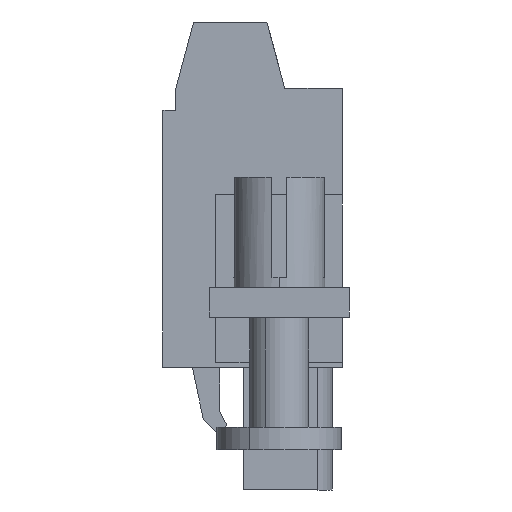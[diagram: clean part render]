
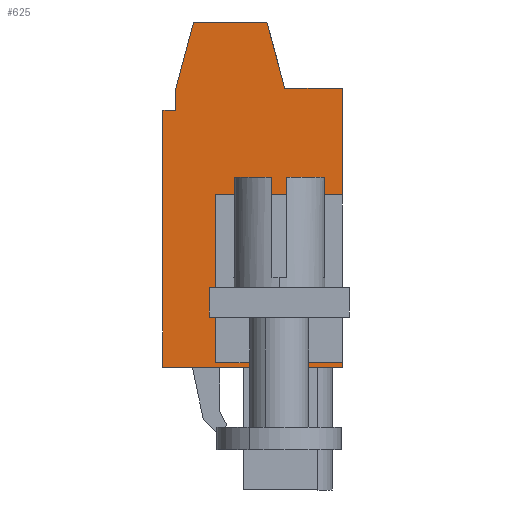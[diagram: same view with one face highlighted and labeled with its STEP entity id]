
A CAD part, left-side view. The second image highlights one B-rep face of the part: STEP entity #625.
In plain terms, the highlighted planar face has unit normal (-1, 0, 0).
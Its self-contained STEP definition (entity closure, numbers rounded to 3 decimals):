
#533=AXIS2_PLACEMENT_3D('Plane Axis2P3D',#530,#531,#532) ;
#49=CARTESIAN_POINT('Vertex',(12.1,12.65,25.8)) ;
#52=CARTESIAN_POINT('Line Origine',(12.1,12.213,25.8)) ;
#56=CARTESIAN_POINT('Vertex',(12.1,11.775,25.8)) ;
#129=CARTESIAN_POINT('Vertex',(12.1,12.65,8.35)) ;
#132=CARTESIAN_POINT('Line Origine',(12.1,12.65,17.075)) ;
#530=CARTESIAN_POINT('Axis2P3D Location',(12.1,0.,0.)) ;
#535=CARTESIAN_POINT('Line Origine',(12.1,0.45,23.675)) ;
#539=CARTESIAN_POINT('Vertex',(12.1,0.45,20.05)) ;
#541=CARTESIAN_POINT('Vertex',(12.1,0.45,27.3)) ;
#544=CARTESIAN_POINT('Line Origine',(12.1,2.412,27.3)) ;
#548=CARTESIAN_POINT('Vertex',(12.1,4.375,27.3)) ;
#551=CARTESIAN_POINT('Line Origine',(12.1,4.978,29.55)) ;
#555=CARTESIAN_POINT('Vertex',(12.1,5.581,31.8)) ;
#558=CARTESIAN_POINT('Line Origine',(12.1,8.075,31.8)) ;
#562=CARTESIAN_POINT('Vertex',(12.1,10.569,31.8)) ;
#565=CARTESIAN_POINT('Line Origine',(12.1,11.172,29.55)) ;
#569=CARTESIAN_POINT('Vertex',(12.1,11.775,27.3)) ;
#572=CARTESIAN_POINT('Line Origine',(12.1,11.775,26.55)) ;
#577=CARTESIAN_POINT('Line Origine',(12.1,6.55,8.35)) ;
#581=CARTESIAN_POINT('Vertex',(12.1,0.45,8.35)) ;
#584=CARTESIAN_POINT('Line Origine',(12.1,0.45,8.5)) ;
#588=CARTESIAN_POINT('Vertex',(12.1,0.45,8.65)) ;
#591=CARTESIAN_POINT('Line Origine',(12.1,4.75,8.65)) ;
#595=CARTESIAN_POINT('Vertex',(12.1,9.05,8.65)) ;
#598=CARTESIAN_POINT('Line Origine',(12.1,9.05,14.35)) ;
#602=CARTESIAN_POINT('Vertex',(12.1,9.05,20.05)) ;
#605=CARTESIAN_POINT('Line Origine',(12.1,4.75,20.05)) ;
#53=DIRECTION('Vector Direction',(0.,1.,0.)) ;
#133=DIRECTION('Vector Direction',(0.,0.,-1.)) ;
#531=DIRECTION('Axis2P3D Direction',(-1.,0.,0.)) ;
#532=DIRECTION('Axis2P3D XDirection',(0.,0.,1.)) ;
#536=DIRECTION('Vector Direction',(0.,0.,1.)) ;
#545=DIRECTION('Vector Direction',(0.,1.,0.)) ;
#552=DIRECTION('Vector Direction',(0.,0.259,0.966)) ;
#559=DIRECTION('Vector Direction',(0.,1.,0.)) ;
#566=DIRECTION('Vector Direction',(0.,0.259,-0.966)) ;
#573=DIRECTION('Vector Direction',(0.,0.,-1.)) ;
#578=DIRECTION('Vector Direction',(0.,-1.,0.)) ;
#585=DIRECTION('Vector Direction',(0.,0.,1.)) ;
#592=DIRECTION('Vector Direction',(0.,-1.,0.)) ;
#599=DIRECTION('Vector Direction',(0.,0.,-1.)) ;
#606=DIRECTION('Vector Direction',(0.,-1.,0.)) ;
#54=VECTOR('Line Direction',#53,1.) ;
#134=VECTOR('Line Direction',#133,1.) ;
#537=VECTOR('Line Direction',#536,1.) ;
#546=VECTOR('Line Direction',#545,1.) ;
#553=VECTOR('Line Direction',#552,1.) ;
#560=VECTOR('Line Direction',#559,1.) ;
#567=VECTOR('Line Direction',#566,1.) ;
#574=VECTOR('Line Direction',#573,1.) ;
#579=VECTOR('Line Direction',#578,1.) ;
#586=VECTOR('Line Direction',#585,1.) ;
#593=VECTOR('Line Direction',#592,1.) ;
#600=VECTOR('Line Direction',#599,1.) ;
#607=VECTOR('Line Direction',#606,1.) ;
#611=ORIENTED_EDGE('',*,*,#543,.T.) ;
#612=ORIENTED_EDGE('',*,*,#550,.T.) ;
#613=ORIENTED_EDGE('',*,*,#557,.T.) ;
#614=ORIENTED_EDGE('',*,*,#564,.T.) ;
#615=ORIENTED_EDGE('',*,*,#571,.T.) ;
#616=ORIENTED_EDGE('',*,*,#576,.T.) ;
#617=ORIENTED_EDGE('',*,*,#58,.T.) ;
#618=ORIENTED_EDGE('',*,*,#136,.T.) ;
#619=ORIENTED_EDGE('',*,*,#583,.T.) ;
#620=ORIENTED_EDGE('',*,*,#590,.T.) ;
#621=ORIENTED_EDGE('',*,*,#597,.F.) ;
#622=ORIENTED_EDGE('',*,*,#604,.F.) ;
#623=ORIENTED_EDGE('',*,*,#609,.T.) ;
#625=ADVANCED_FACE('HOUSING',(#624),#534,.T.) ;
#58=EDGE_CURVE('',#57,#50,#55,.T.) ;
#136=EDGE_CURVE('',#50,#130,#135,.T.) ;
#543=EDGE_CURVE('',#540,#542,#538,.T.) ;
#550=EDGE_CURVE('',#542,#549,#547,.T.) ;
#557=EDGE_CURVE('',#549,#556,#554,.T.) ;
#564=EDGE_CURVE('',#556,#563,#561,.T.) ;
#571=EDGE_CURVE('',#563,#570,#568,.T.) ;
#576=EDGE_CURVE('',#570,#57,#575,.T.) ;
#583=EDGE_CURVE('',#130,#582,#580,.T.) ;
#590=EDGE_CURVE('',#582,#589,#587,.T.) ;
#597=EDGE_CURVE('',#596,#589,#594,.T.) ;
#604=EDGE_CURVE('',#603,#596,#601,.T.) ;
#609=EDGE_CURVE('',#603,#540,#608,.T.) ;
#610=EDGE_LOOP('',(#611,#612,#613,#614,#615,#616,#617,#618,#619,#620,#621,#622,#623)) ;
#624=FACE_OUTER_BOUND('',#610,.T.) ;
#55=LINE('Line',#52,#54) ;
#135=LINE('Line',#132,#134) ;
#538=LINE('Line',#535,#537) ;
#547=LINE('Line',#544,#546) ;
#554=LINE('Line',#551,#553) ;
#561=LINE('Line',#558,#560) ;
#568=LINE('Line',#565,#567) ;
#575=LINE('Line',#572,#574) ;
#580=LINE('Line',#577,#579) ;
#587=LINE('Line',#584,#586) ;
#594=LINE('Line',#591,#593) ;
#601=LINE('Line',#598,#600) ;
#608=LINE('Line',#605,#607) ;
#534=PLANE('',#533) ;
#50=VERTEX_POINT('',#49) ;
#57=VERTEX_POINT('',#56) ;
#130=VERTEX_POINT('',#129) ;
#540=VERTEX_POINT('',#539) ;
#542=VERTEX_POINT('',#541) ;
#549=VERTEX_POINT('',#548) ;
#556=VERTEX_POINT('',#555) ;
#563=VERTEX_POINT('',#562) ;
#570=VERTEX_POINT('',#569) ;
#582=VERTEX_POINT('',#581) ;
#589=VERTEX_POINT('',#588) ;
#596=VERTEX_POINT('',#595) ;
#603=VERTEX_POINT('',#602) ;
